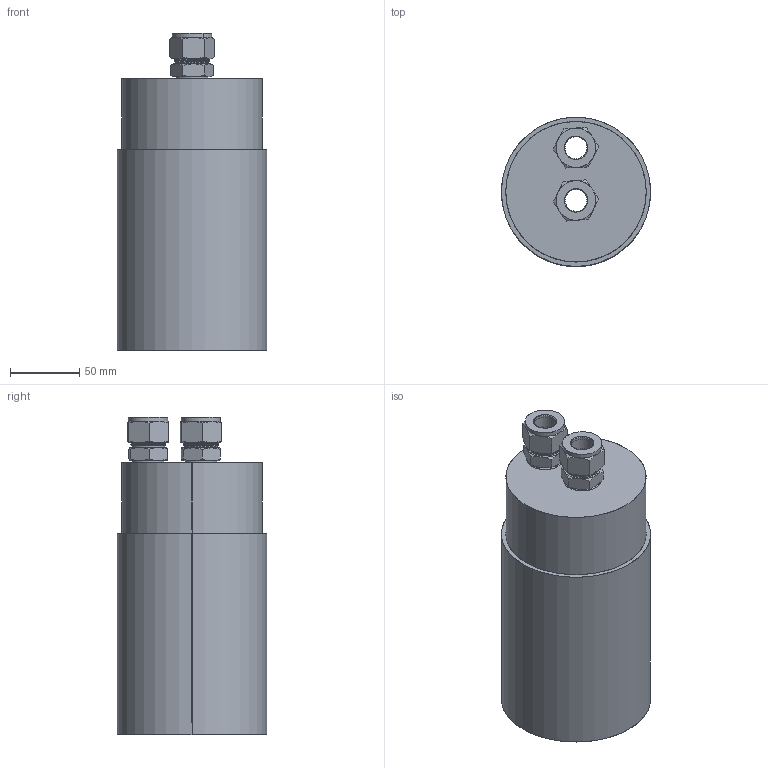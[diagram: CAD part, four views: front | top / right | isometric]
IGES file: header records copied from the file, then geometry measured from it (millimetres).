
Start section: SolidWorks IGES file using analytic representation for surfaces
Global section: file name: NUECK-3.8-1-12.IGS; native system: SolidWorks 2020; preprocessor: SolidWorks 2020; author: office; date: 210526.103841; units: millimetre
Bounding box: 107.95 x 107.95 x 230.03 mm (x, y, z)
Surface area: 169228.6 mm2 (no closed solid volume)
Topology: 0 solids, 0 shells, 349 faces, 5852 edges, 5852 vertices
Faces by surface type: revolution 244, bspline 105
